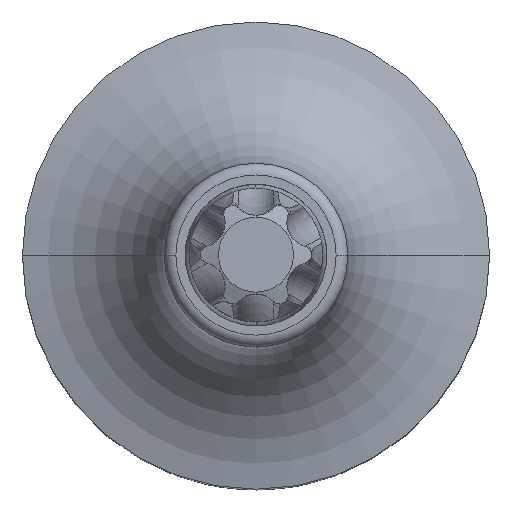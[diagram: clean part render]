
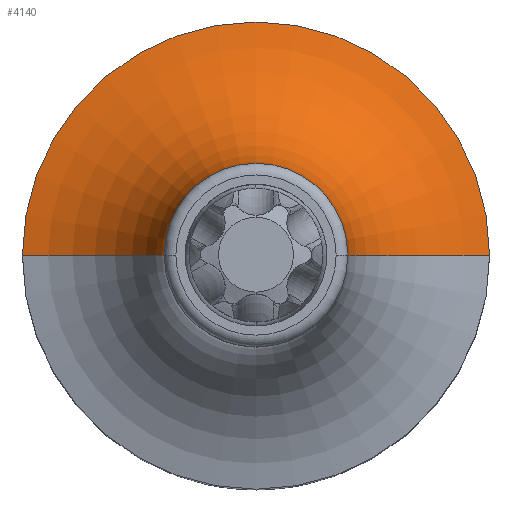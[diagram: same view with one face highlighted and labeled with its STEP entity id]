
A CAD part, top view. The second image highlights one B-rep face of the part: STEP entity #4140.
In plain terms, the highlighted toroidal (fillet/blend) face has major radius 15.5 mm and minor radius 10 mm.
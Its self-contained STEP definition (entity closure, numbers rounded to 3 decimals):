
#3706=CARTESIAN_POINT('',(0.,0.,26.7));
#3707=DIRECTION('',(0.,0.,1.));
#3708=DIRECTION('',(1.,0.,0.));
#3709=AXIS2_PLACEMENT_3D('',#3706,#3707,#3708);
#3714=CARTESIAN_POINT('',(15.5,0.,
36.587));
#3715=DIRECTION('',(0.,1.,0.));
#3716=DIRECTION('',(-0.15,0.,-0.989));
#3717=AXIS2_PLACEMENT_3D('',#3714,#3715,#3716);
#3722=CARTESIAN_POINT('',(-15.5,0.,
36.587));
#3723=DIRECTION('',(0.,-1.,0.));
#3724=DIRECTION('',(0.15,0.,-0.989));
#3725=AXIS2_PLACEMENT_3D('',#3722,#3723,#3724);
#3855=CARTESIAN_POINT('',(0.,0.,36.587));
#3856=DIRECTION('',(0.,0.,1.));
#3857=DIRECTION('',(1.,0.,0.));
#3858=AXIS2_PLACEMENT_3D('',#3855,#3856,#3857);
#3870=CARTESIAN_POINT('',(-14.,0.,26.7));
#3871=CARTESIAN_POINT('',(14.,0.,26.7));
#3872=VERTEX_POINT('',#3870);
#3873=VERTEX_POINT('',#3871);
#3874=CARTESIAN_POINT('',(-5.5,0.,36.587));
#3875=CARTESIAN_POINT('',(5.5,0.,36.587));
#3876=VERTEX_POINT('',#3874);
#3877=VERTEX_POINT('',#3875);
#4126=CARTESIAN_POINT('',(0.,0.,36.587));
#4127=DIRECTION('',(0.,0.,1.));
#4128=DIRECTION('',(1.,0.,0.));
#4129=AXIS2_PLACEMENT_3D('',#4126,#4127,#4128);
#4130=TOROIDAL_SURFACE('',#4129,15.5,10.);
#4131=ORIENTED_EDGE('',*,*,#4120,.F.);
#4133=ORIENTED_EDGE('',*,*,#4132,.T.);
#4135=ORIENTED_EDGE('',*,*,#4134,.T.);
#4137=ORIENTED_EDGE('',*,*,#4136,.F.);
#4138=EDGE_LOOP('',(#4131,#4133,#4135,#4137));
#4139=FACE_OUTER_BOUND('',#4138,.F.);
#4140=ADVANCED_FACE('',(#4139),#4130,.F.);
#3710=CIRCLE('',#3709,14.);
#3718=CIRCLE('',#3717,10.);
#3726=CIRCLE('',#3725,10.);
#3859=CIRCLE('',#3858,5.5);
#4120=EDGE_CURVE('',#3873,#3872,#3710,.T.);
#4132=EDGE_CURVE('',#3873,#3877,#3718,.T.);
#4134=EDGE_CURVE('',#3877,#3876,#3859,.T.);
#4136=EDGE_CURVE('',#3872,#3876,#3726,.T.);
